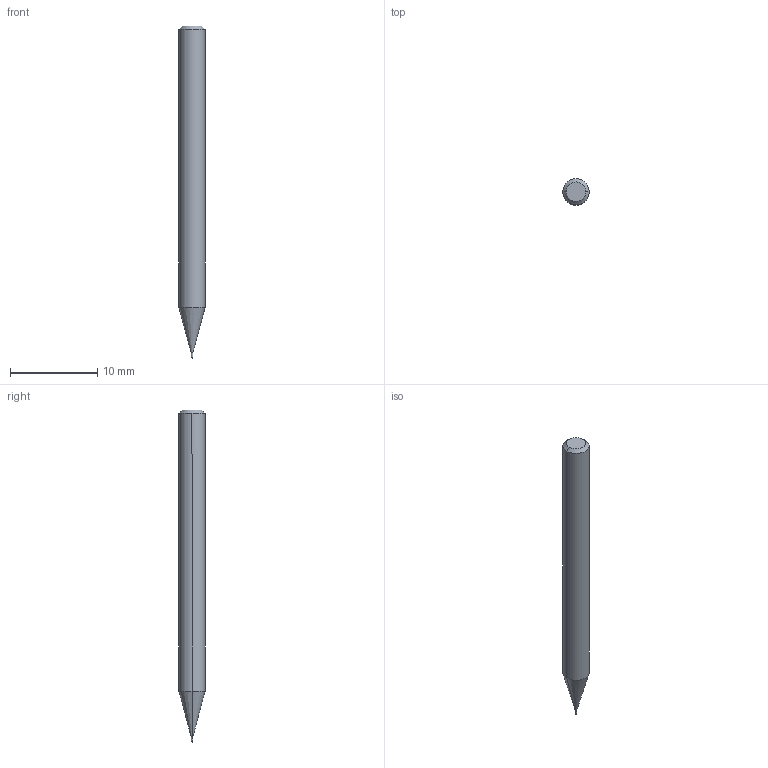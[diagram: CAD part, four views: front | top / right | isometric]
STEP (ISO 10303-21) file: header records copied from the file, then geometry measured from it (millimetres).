
FILE_DESCRIPTION (( 'STEP AP203' ), '1' );
FILE_NAME ('05007.STEP', '2024-03-08T20:41:01', ( '' ), ( '' ), 'SwSTEP 2.0', 'SolidWorks 2023', '' );
FILE_SCHEMA (( 'CONFIG_CONTROL_DESIGN' ));
Length unit declared in the file: inch
Products named in the file (1): 05007
Bounding box: 3 x 3 x 38 mm (x, y, z)
Volume: 240 mm3; surface area: 335.7 mm2
Topology: 2 solids, 2 shells, 17 faces, 34 edges, 19 vertices
Faces by surface type: cylinder 6, cone 6, plane 3, sphere 2
Entity records: 507 total; most frequent: DIRECTION 88, CARTESIAN_POINT 69, ORIENTED_EDGE 64, AXIS2_PLACEMENT_3D 38, EDGE_CURVE 32, CIRCLE 20, VERTEX_POINT 19, FACE_OUTER_BOUND 17
